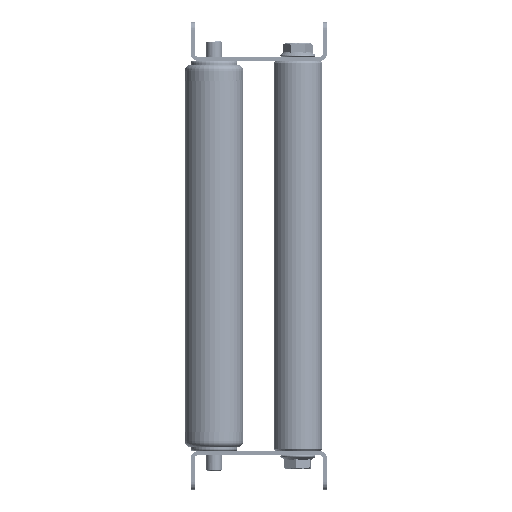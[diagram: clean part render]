
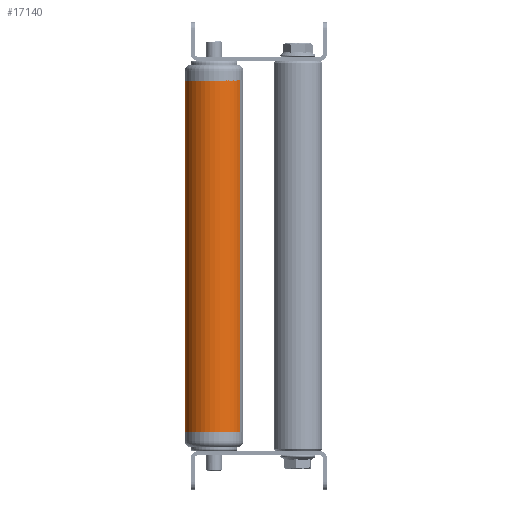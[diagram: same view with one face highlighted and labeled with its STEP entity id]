
A CAD part, left-side view. The second image highlights one B-rep face of the part: STEP entity #17140.
In plain terms, the highlighted cylindrical face has radius 15 mm (diameter 30 mm), a partial arc.
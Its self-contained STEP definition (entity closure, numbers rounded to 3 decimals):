
#3126 = CARTESIAN_POINT ( 'NONE',  ( 0., 0., 0. ) ) ;
#3304 = ORIENTED_EDGE ( 'NONE', *, *, #28478, .T. ) ;
#4567 = EDGE_CURVE ( 'NONE', #9736, #18067, #29405, .T. ) ;
#5647 = DIRECTION ( 'NONE',  ( 1., 0., 0. ) ) ;
#6711 = ORIENTED_EDGE ( 'NONE', *, *, #4567, .F. ) ;
#7142 = CIRCLE ( 'NONE', #20342, 15. ) ;
#7229 = CARTESIAN_POINT ( 'NONE',  ( 180., 0., -15. ) ) ;
#7488 = ORIENTED_EDGE ( 'NONE', *, *, #7596, .T. ) ;
#7596 = EDGE_CURVE ( 'NONE', #29372, #18067, #28359, .T. ) ;
#8451 = EDGE_LOOP ( 'NONE', ( #6711, #21100, #3304, #7488 ) ) ;
#9352 = VECTOR ( 'NONE', #29639, 1000. ) ;
#9736 = VERTEX_POINT ( 'NONE', #7229 ) ;
#10746 = DIRECTION ( 'NONE',  ( 1., 0., 0. ) ) ;
#10997 = VECTOR ( 'NONE', #12135, 1000. ) ;
#11009 = VERTEX_POINT ( 'NONE', #29767 ) ;
#12135 = DIRECTION ( 'NONE',  ( -1., 0., 0. ) ) ;
#15115 = CARTESIAN_POINT ( 'NONE',  ( 0., 0., 15. ) ) ;
#15907 = CARTESIAN_POINT ( 'NONE',  ( 180., 0., 0. ) ) ;
#16693 = CARTESIAN_POINT ( 'NONE',  ( 180., 0., 0. ) ) ;
#17140 = ADVANCED_FACE ( 'NONE', ( #24480 ), #19663, .T. ) ;
#17197 = AXIS2_PLACEMENT_3D ( 'NONE', #16693, #29623, #19185 ) ;
#18067 = VERTEX_POINT ( 'NONE', #22519 ) ;
#18395 = DIRECTION ( 'NONE',  ( 0., 0., -1. ) ) ;
#19185 = DIRECTION ( 'NONE',  ( 0., 0., 1. ) ) ;
#19663 = CYLINDRICAL_SURFACE ( 'NONE', #17197, 15. ) ;
#19762 = CARTESIAN_POINT ( 'NONE',  ( 180., 0., -15. ) ) ;
#20342 = AXIS2_PLACEMENT_3D ( 'NONE', #15907, #5647, #18395 ) ;
#21100 = ORIENTED_EDGE ( 'NONE', *, *, #27256, .F. ) ;
#22519 = CARTESIAN_POINT ( 'NONE',  ( 0., 0., -15. ) ) ;
#23017 = DIRECTION ( 'NONE',  ( 0., 0., -1. ) ) ;
#24480 = FACE_OUTER_BOUND ( 'NONE', #8451, .T. ) ;
#24635 = AXIS2_PLACEMENT_3D ( 'NONE', #3126, #10746, #23017 ) ;
#27256 = EDGE_CURVE ( 'NONE', #11009, #9736, #7142, .T. ) ;
#28359 = CIRCLE ( 'NONE', #24635, 15. ) ;
#28478 = EDGE_CURVE ( 'NONE', #11009, #29372, #29955, .T. ) ;
#29372 = VERTEX_POINT ( 'NONE', #15115 ) ;
#29405 = LINE ( 'NONE', #19762, #10997 ) ;
#29623 = DIRECTION ( 'NONE',  ( -1., 0., 0. ) ) ;
#29639 = DIRECTION ( 'NONE',  ( -1., 0., 0. ) ) ;
#29767 = CARTESIAN_POINT ( 'NONE',  ( 180., 0., 15. ) ) ;
#29955 = LINE ( 'NONE', #32135, #9352 ) ;
#32135 = CARTESIAN_POINT ( 'NONE',  ( 180., 0., 15. ) ) ;
